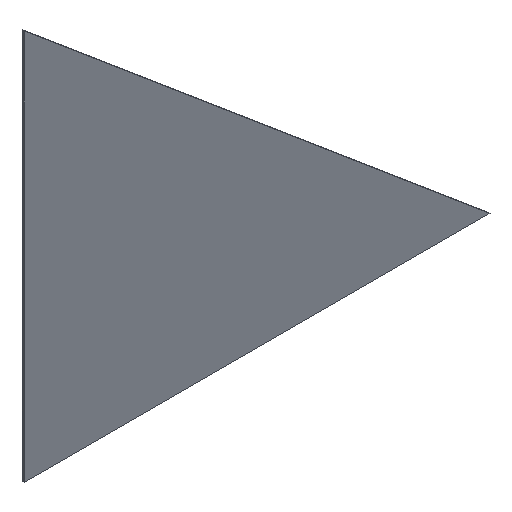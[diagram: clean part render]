
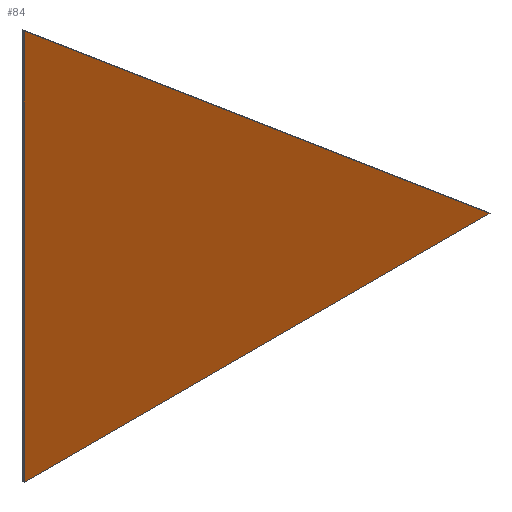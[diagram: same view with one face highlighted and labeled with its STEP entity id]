
A CAD part, isometric view. The second image highlights one B-rep face of the part: STEP entity #84.
In plain terms, the highlighted planar face has unit normal (0, -1, 0).
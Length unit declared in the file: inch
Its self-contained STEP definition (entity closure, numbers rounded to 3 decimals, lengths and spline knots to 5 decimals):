
#18=FACE_OUTER_BOUND('',#23,.T.);
#23=EDGE_LOOP('',(#70,#71,#72));
#27=LINE('',#140,#36);
#31=LINE('',#147,#40);
#33=LINE('',#150,#42);
#36=VECTOR('',#117,39.37008);
#40=VECTOR('',#123,39.37008);
#42=VECTOR('',#127,39.37008);
#45=VERTEX_POINT('',#137);
#46=VERTEX_POINT('',#139);
#48=VERTEX_POINT('',#145);
#51=EDGE_CURVE('',#45,#46,#27,.T.);
#55=EDGE_CURVE('',#48,#45,#31,.T.);
#57=EDGE_CURVE('',#46,#48,#33,.T.);
#70=ORIENTED_EDGE('',*,*,#51,.F.);
#71=ORIENTED_EDGE('',*,*,#55,.F.);
#72=ORIENTED_EDGE('',*,*,#57,.F.);
#79=PLANE('',#109);
#84=ADVANCED_FACE('',(#18),#79,.T.);
#109=AXIS2_PLACEMENT_3D('',#151,#128,#129);
#117=DIRECTION('',(0.,0.,1.));
#123=DIRECTION('',(-1.,0.,0.));
#127=DIRECTION('',(0.766,0.,-0.643));
#128=DIRECTION('center_axis',(0.,-1.,0.));
#129=DIRECTION('ref_axis',(1.,0.,0.));
#137=CARTESIAN_POINT('',(21.80137,-0.25,0.));
#139=CARTESIAN_POINT('',(21.80137,-0.25,45.25));
#140=CARTESIAN_POINT('',(21.80137,-0.25,22.625));
#145=CARTESIAN_POINT('',(75.72822,-0.25,0.));
#147=CARTESIAN_POINT('',(48.76479,-0.25,0.));
#150=CARTESIAN_POINT('',(48.76479,-0.25,22.625));
#151=CARTESIAN_POINT('Origin',(48.76479,-0.25,22.625));
